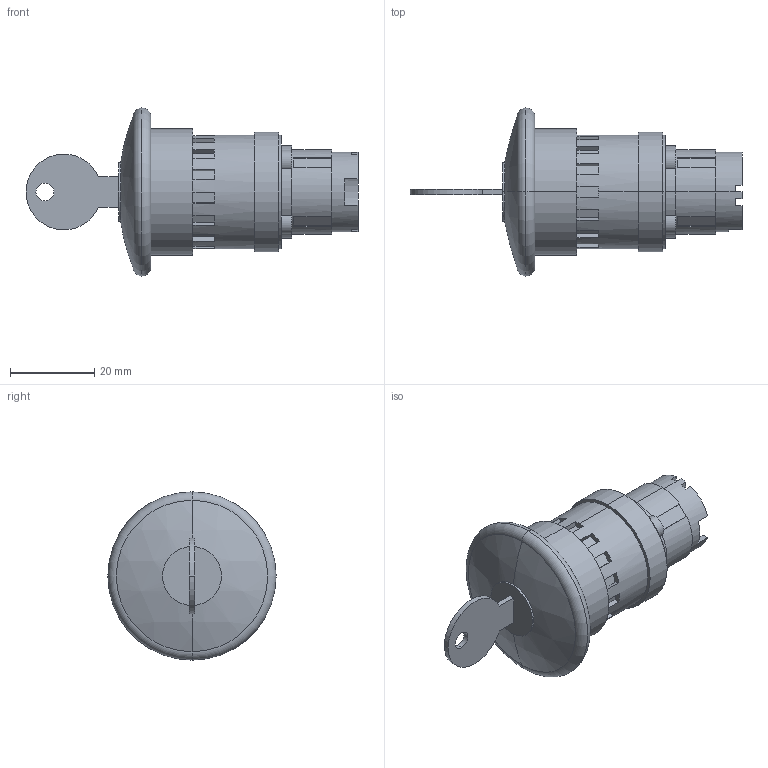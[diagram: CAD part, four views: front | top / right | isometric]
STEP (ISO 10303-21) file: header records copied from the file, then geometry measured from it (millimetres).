
FILE_DESCRIPTION(('starvars output'),'2;1');
FILE_NAME('ZB5AS944_3D.stp','12:07:40 2020/03/31',( 'Thomas Industrial Network Germany GmbH'),( 'Thomas Industrial Network Germany GmbH'),'unknown preprocess','ACIS' ,'unknown authorization');
FILE_SCHEMA(('AUTOMOTIVE_DESIGN_CC2 {UNKNOWN IMPLEMENTATION LEVEL}'));
Length unit declared in the file: millimetre
Products named in the file (1): PRODUCT_ID_17
Bounding box: 78.95 x 40 x 40 mm (x, y, z)
Volume: 31168.9 mm3; surface area: 8092.8 mm2
Topology: 1 solids, 1 shells, 147 faces, 399 edges, 262 vertices
Faces by surface type: plane 109, cylinder 32, torus 4, sphere 2
Entity records: 5414 total; most frequent: ORIENTED_EDGE 798, CARTESIAN_POINT 708, DIRECTION 627, EDGE_CURVE 399, VECTOR 265, LINE 265, VERTEX_POINT 262, AXIS2_PLACEMENT_3D 181
